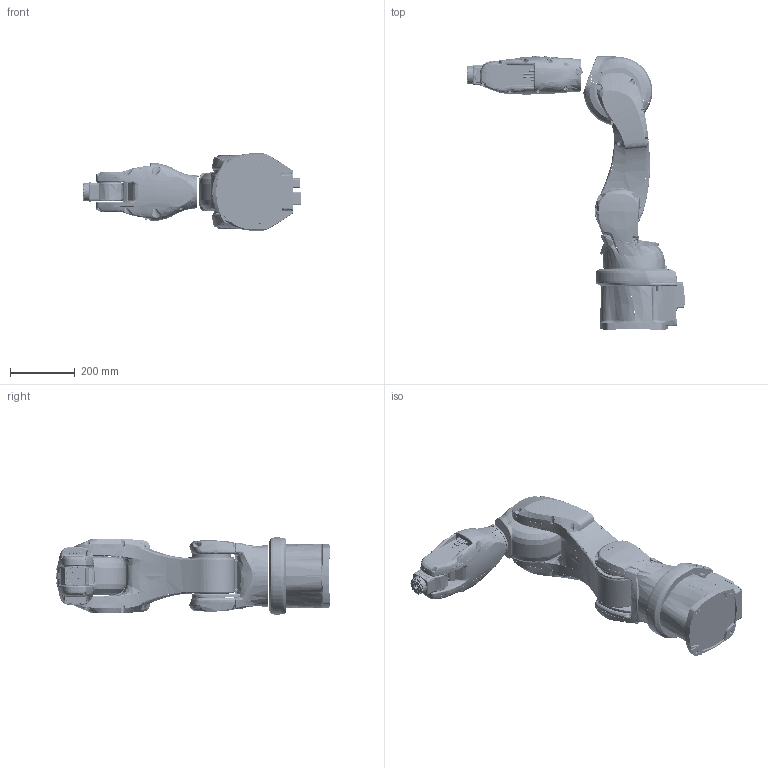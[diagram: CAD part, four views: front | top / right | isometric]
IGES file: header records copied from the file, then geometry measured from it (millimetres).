
Start section: SolidWorks IGES file using analytic representation for surfaces
Global section: file name: racer5cobot.IGS; native system: SolidWorks 2017; preprocessor: SolidWorks 2017; author: F89316A; date: 200709.165329; units: millimetre
Bounding box: 672.75 x 849 x 238.65 mm (x, y, z)
Surface area: 1589397.5 mm2 (no closed solid volume)
Topology: 0 solids, 0 shells, 3027 faces, 34942 edges, 34715 vertices
Faces by surface type: bspline 2323, revolution 704
